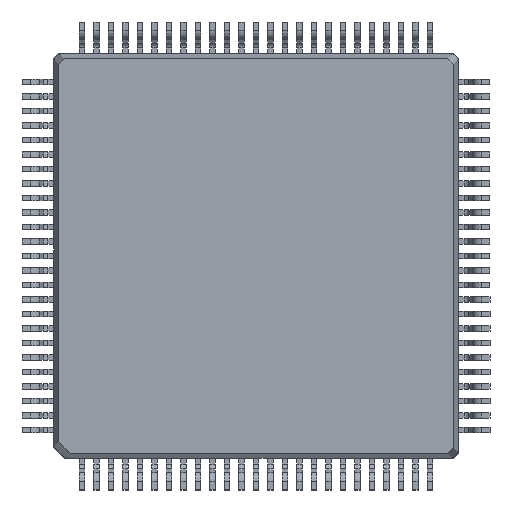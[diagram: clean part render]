
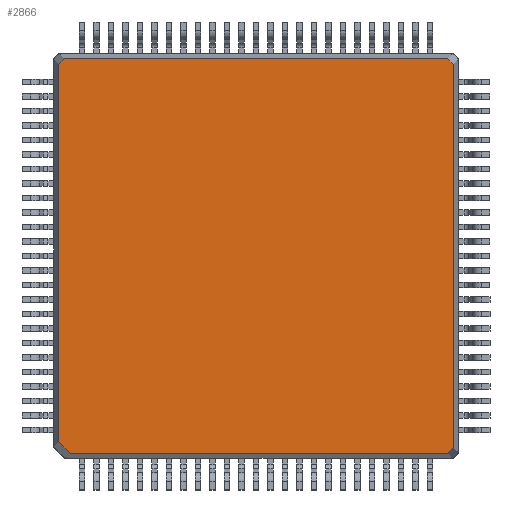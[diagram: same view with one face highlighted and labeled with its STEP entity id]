
A CAD part, front view. The second image highlights one B-rep face of the part: STEP entity #2866.
In plain terms, the highlighted planar face has unit normal (0, -1, 0).
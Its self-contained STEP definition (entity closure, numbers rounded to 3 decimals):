
#30 = DIRECTION ( 'NONE',  ( 1., 0., 0. ) ) ;
#50 = VECTOR ( 'NONE', #2036, 1000. ) ;
#56 = LINE ( 'NONE', #907, #733 ) ;
#85 = DIRECTION ( 'NONE',  ( -1., 0., 0. ) ) ;
#134 = VECTOR ( 'NONE', #1065, 1000. ) ;
#153 = CARTESIAN_POINT ( 'NONE',  ( -6.812, -0.7, 0. ) ) ;
#193 = ORIENTED_EDGE ( 'NONE', *, *, #1944, .T. ) ;
#391 = ORIENTED_EDGE ( 'NONE', *, *, #909, .T. ) ;
#401 = CARTESIAN_POINT ( 'NONE',  ( 6.606, -0.7, -6.812 ) ) ;
#417 = VECTOR ( 'NONE', #30, 1000. ) ;
#480 = EDGE_CURVE ( 'NONE', #2427, #2303, #3109, .T. ) ;
#483 = VECTOR ( 'NONE', #1074, 1000. ) ;
#535 = LINE ( 'NONE', #2594, #2931 ) ;
#539 = DIRECTION ( 'NONE',  ( 0.707, 0., -0.707 ) ) ;
#578 = CARTESIAN_POINT ( 'NONE',  ( 0., -0.7, 6.812 ) ) ;
#587 = CARTESIAN_POINT ( 'NONE',  ( -6.812, -0.7, -6.399 ) ) ;
#679 = DIRECTION ( 'NONE',  ( 0., 0., 1. ) ) ;
#733 = VECTOR ( 'NONE', #679, 1000. ) ;
#737 = CARTESIAN_POINT ( 'NONE',  ( 6.812, -0.7, 6.606 ) ) ;
#762 = DIRECTION ( 'NONE',  ( -0.707, 0., -0.707 ) ) ;
#786 = CARTESIAN_POINT ( 'NONE',  ( 0., -0.7, 0. ) ) ;
#843 = ORIENTED_EDGE ( 'NONE', *, *, #963, .T. ) ;
#845 = VERTEX_POINT ( 'NONE', #1651 ) ;
#887 = ORIENTED_EDGE ( 'NONE', *, *, #1448, .T. ) ;
#907 = CARTESIAN_POINT ( 'NONE',  ( 6.812, -0.7, 0. ) ) ;
#909 = EDGE_CURVE ( 'NONE', #991, #1547, #2992, .T. ) ;
#963 = EDGE_CURVE ( 'NONE', #1919, #845, #1210, .T. ) ;
#991 = VERTEX_POINT ( 'NONE', #1220 ) ;
#1045 = DIRECTION ( 'NONE',  ( 0., 0., -1. ) ) ;
#1065 = DIRECTION ( 'NONE',  ( 0.707, 0., 0.707 ) ) ;
#1074 = DIRECTION ( 'NONE',  ( 0., 0., -1. ) ) ;
#1076 = ORIENTED_EDGE ( 'NONE', *, *, #480, .T. ) ;
#1210 = LINE ( 'NONE', #2262, #50 ) ;
#1220 = CARTESIAN_POINT ( 'NONE',  ( 6.606, -0.7, -6.812 ) ) ;
#1346 = ORIENTED_EDGE ( 'NONE', *, *, #2634, .T. ) ;
#1420 = CARTESIAN_POINT ( 'NONE',  ( 6.812, -0.7, -6.606 ) ) ;
#1448 = EDGE_CURVE ( 'NONE', #845, #2954, #2784, .T. ) ;
#1523 = CARTESIAN_POINT ( 'NONE',  ( -6.812, -0.7, 6.606 ) ) ;
#1547 = VERTEX_POINT ( 'NONE', #1420 ) ;
#1651 = CARTESIAN_POINT ( 'NONE',  ( 6.606, -0.7, 6.812 ) ) ;
#1700 = CARTESIAN_POINT ( 'NONE',  ( -6.812, -0.7, -6.399 ) ) ;
#1766 = LINE ( 'NONE', #153, #483 ) ;
#1804 = VERTEX_POINT ( 'NONE', #1523 ) ;
#1919 = VERTEX_POINT ( 'NONE', #737 ) ;
#1944 = EDGE_CURVE ( 'NONE', #1804, #2427, #1766, .T. ) ;
#2018 = EDGE_LOOP ( 'NONE', ( #391, #3007, #843, #887, #1346, #193, #1076, #2072 ) ) ;
#2036 = DIRECTION ( 'NONE',  ( -0.707, 0., 0.707 ) ) ;
#2072 = ORIENTED_EDGE ( 'NONE', *, *, #2184, .T. ) ;
#2184 = EDGE_CURVE ( 'NONE', #2303, #991, #2372, .T. ) ;
#2218 = AXIS2_PLACEMENT_3D ( 'NONE', #786, #2573, #1045 ) ;
#2262 = CARTESIAN_POINT ( 'NONE',  ( 6.812, -0.7, 6.606 ) ) ;
#2303 = VERTEX_POINT ( 'NONE', #2998 ) ;
#2372 = LINE ( 'NONE', #2711, #417 ) ;
#2392 = EDGE_CURVE ( 'NONE', #1547, #1919, #56, .T. ) ;
#2427 = VERTEX_POINT ( 'NONE', #1700 ) ;
#2573 = DIRECTION ( 'NONE',  ( 0., -1., 0. ) ) ;
#2594 = CARTESIAN_POINT ( 'NONE',  ( -6.606, -0.7, 6.812 ) ) ;
#2634 = EDGE_CURVE ( 'NONE', #2954, #1804, #535, .T. ) ;
#2695 = FACE_OUTER_BOUND ( 'NONE', #2018, .T. ) ;
#2711 = CARTESIAN_POINT ( 'NONE',  ( 0., -0.7, -6.812 ) ) ;
#2713 = VECTOR ( 'NONE', #85, 1000. ) ;
#2784 = LINE ( 'NONE', #578, #2713 ) ;
#2840 = CARTESIAN_POINT ( 'NONE',  ( -6.606, -0.7, 6.812 ) ) ;
#2857 = VECTOR ( 'NONE', #539, 1000. ) ;
#2866 = ADVANCED_FACE ( 'NONE', ( #2695 ), #3053, .T. ) ;
#2931 = VECTOR ( 'NONE', #762, 1000. ) ;
#2954 = VERTEX_POINT ( 'NONE', #2840 ) ;
#2992 = LINE ( 'NONE', #401, #134 ) ;
#2998 = CARTESIAN_POINT ( 'NONE',  ( -6.399, -0.7, -6.812 ) ) ;
#3007 = ORIENTED_EDGE ( 'NONE', *, *, #2392, .T. ) ;
#3053 = PLANE ( 'NONE',  #2218 ) ;
#3109 = LINE ( 'NONE', #587, #2857 ) ;
